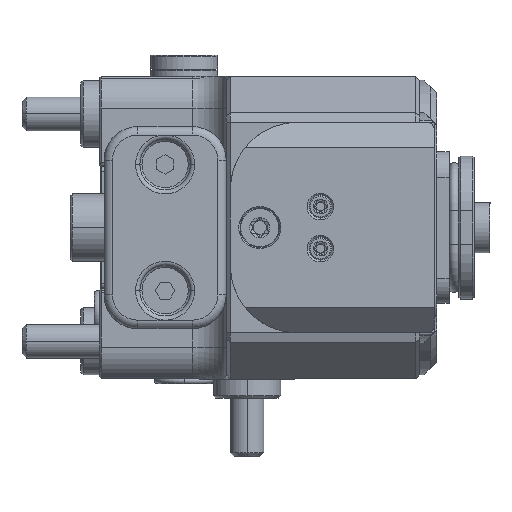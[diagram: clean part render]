
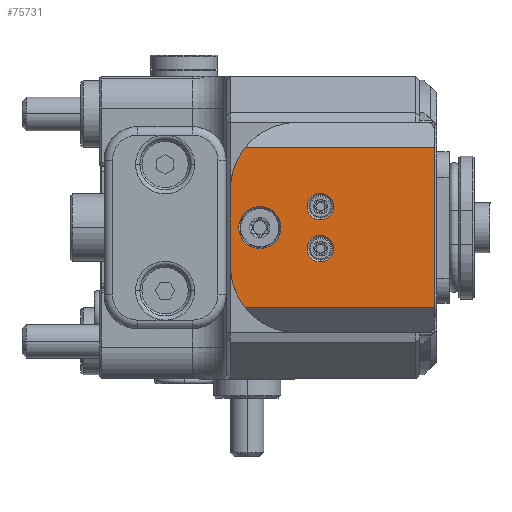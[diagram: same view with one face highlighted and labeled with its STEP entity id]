
A CAD part, left-side view. The second image highlights one B-rep face of the part: STEP entity #75731.
In plain terms, the highlighted planar face has unit normal (-1, 0, 0).
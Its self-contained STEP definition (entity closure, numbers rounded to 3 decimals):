
#1343 = CARTESIAN_POINT ( 'NONE',  ( -44., 12.8, 4.075 ) ) ;
#1373 = AXIS2_PLACEMENT_3D ( 'NONE', #60178, #15764, #67616 ) ;
#1496 = CIRCLE ( 'NONE', #1373, 8. ) ;
#1531 = VERTEX_POINT ( 'NONE', #17622 ) ;
#1554 = DIRECTION ( 'NONE',  ( -1., 0., 0. ) ) ;
#3047 = DIRECTION ( 'NONE',  ( 0., 0., 1. ) ) ;
#3049 = VERTEX_POINT ( 'NONE', #56185 ) ;
#3784 = CIRCLE ( 'NONE', #9844, 1.575 ) ;
#4710 = VERTEX_POINT ( 'NONE', #28023 ) ;
#6643 = EDGE_CURVE ( 'NONE', #87823, #13179, #8423, .T. ) ;
#6763 = EDGE_LOOP ( 'NONE', ( #69500, #33147 ) ) ;
#7317 = EDGE_LOOP ( 'NONE', ( #42631, #46984 ) ) ;
#8423 = LINE ( 'NONE', #62972, #65209 ) ;
#8770 = CIRCLE ( 'NONE', #21238, 1.575 ) ;
#9844 = AXIS2_PLACEMENT_3D ( 'NONE', #24038, #75934, #31440 ) ;
#11257 = CARTESIAN_POINT ( 'NONE',  ( -44., 20., 0. ) ) ;
#11816 = CARTESIAN_POINT ( 'NONE',  ( -44., 12.8, -2.5 ) ) ;
#13179 = VERTEX_POINT ( 'NONE', #86095 ) ;
#15219 = EDGE_CURVE ( 'NONE', #88870, #79411, #24588, .T. ) ;
#15370 = CARTESIAN_POINT ( 'NONE',  ( -44., -0.75, 9.5 ) ) ;
#15756 = CARTESIAN_POINT ( 'NONE',  ( -44., 20., -2.5 ) ) ;
#15764 = DIRECTION ( 'NONE',  ( -1., 0., 0. ) ) ;
#17250 = EDGE_CURVE ( 'NONE', #66984, #4710, #39261, .T. ) ;
#17622 = CARTESIAN_POINT ( 'NONE',  ( -44., 23.5, 4.5 ) ) ;
#18175 = CARTESIAN_POINT ( 'NONE',  ( -44., -0.764, -9.5 ) ) ;
#18583 = ORIENTED_EDGE ( 'NONE', *, *, #88312, .F. ) ;
#18607 = DIRECTION ( 'NONE',  ( 0., 0., -1. ) ) ;
#19153 = DIRECTION ( 'NONE',  ( 0., 0., -1. ) ) ;
#19338 = EDGE_CURVE ( 'NONE', #1531, #66984, #22793, .T. ) ;
#20361 = EDGE_CURVE ( 'NONE', #50075, #24686, #23361, .T. ) ;
#20484 = VECTOR ( 'NONE', #89810, 1000. ) ;
#20842 = CARTESIAN_POINT ( 'NONE',  ( -44., 20., 2.5 ) ) ;
#21238 = AXIS2_PLACEMENT_3D ( 'NONE', #27174, #79106, #34603 ) ;
#22793 = LINE ( 'NONE', #45266, #20484 ) ;
#23011 = EDGE_CURVE ( 'NONE', #87823, #3049, #29924, .T. ) ;
#23233 = AXIS2_PLACEMENT_3D ( 'NONE', #77803, #33280, #85282 ) ;
#23361 = CIRCLE ( 'NONE', #63454, 2.5 ) ;
#23985 = EDGE_CURVE ( 'NONE', #79411, #88870, #28653, .T. ) ;
#24038 = CARTESIAN_POINT ( 'NONE',  ( -44., 12.8, 2.5 ) ) ;
#24588 = CIRCLE ( 'NONE', #56334, 1.575 ) ;
#24686 = VERTEX_POINT ( 'NONE', #20842 ) ;
#24945 = ORIENTED_EDGE ( 'NONE', *, *, #6643, .F. ) ;
#24970 = PLANE ( 'NONE',  #32366 ) ;
#25000 = EDGE_CURVE ( 'NONE', #13179, #4710, #92659, .T. ) ;
#27174 = CARTESIAN_POINT ( 'NONE',  ( -44., 12.8, 2.5 ) ) ;
#28023 = CARTESIAN_POINT ( 'NONE',  ( -44., 21.745, -9.5 ) ) ;
#28653 = CIRCLE ( 'NONE', #23233, 1.575 ) ;
#28677 = FACE_BOUND ( 'NONE', #57759, .T. ) ;
#29402 = CIRCLE ( 'NONE', #56761, 2.5 ) ;
#29924 = LINE ( 'NONE', #40521, #47340 ) ;
#31440 = DIRECTION ( 'NONE',  ( 0., 0., -1. ) ) ;
#32366 = AXIS2_PLACEMENT_3D ( 'NONE', #91912, #47357, #3047 ) ;
#32696 = ORIENTED_EDGE ( 'NONE', *, *, #19338, .T. ) ;
#32737 = CARTESIAN_POINT ( 'NONE',  ( -44., 23.5, -4.5 ) ) ;
#33147 = ORIENTED_EDGE ( 'NONE', *, *, #23985, .F. ) ;
#33280 = DIRECTION ( 'NONE',  ( -1., 0., 0. ) ) ;
#34603 = DIRECTION ( 'NONE',  ( 0., 0., -1. ) ) ;
#35756 = EDGE_CURVE ( 'NONE', #3049, #1531, #1496, .T. ) ;
#39261 = CIRCLE ( 'NONE', #45193, 8. ) ;
#40521 = CARTESIAN_POINT ( 'NONE',  ( -44., -0.764, 9.5 ) ) ;
#41720 = EDGE_LOOP ( 'NONE', ( #42798, #24945, #89890, #78418, #32696, #96254 ) ) ;
#41960 = CARTESIAN_POINT ( 'NONE',  ( -44., 12.8, -4.075 ) ) ;
#42388 = CARTESIAN_POINT ( 'NONE',  ( -44., 20., 0. ) ) ;
#42631 = ORIENTED_EDGE ( 'NONE', *, *, #80080, .F. ) ;
#42798 = ORIENTED_EDGE ( 'NONE', *, *, #25000, .F. ) ;
#45193 = AXIS2_PLACEMENT_3D ( 'NONE', #45822, #1554, #53326 ) ;
#45266 = CARTESIAN_POINT ( 'NONE',  ( -44., 23.5, 12.5 ) ) ;
#45822 = CARTESIAN_POINT ( 'NONE',  ( -44., 15.5, -4.5 ) ) ;
#46039 = FACE_BOUND ( 'NONE', #7317, .T. ) ;
#46364 = VERTEX_POINT ( 'NONE', #95853 ) ;
#46984 = ORIENTED_EDGE ( 'NONE', *, *, #86314, .F. ) ;
#47340 = VECTOR ( 'NONE', #62699, 1000. ) ;
#47357 = DIRECTION ( 'NONE',  ( 1., 0., 0. ) ) ;
#49898 = DIRECTION ( 'NONE',  ( 0., 0., -1. ) ) ;
#50075 = VERTEX_POINT ( 'NONE', #15756 ) ;
#53326 = DIRECTION ( 'NONE',  ( 0., 0., 1. ) ) ;
#56185 = CARTESIAN_POINT ( 'NONE',  ( -44., 21.745, 9.5 ) ) ;
#56334 = AXIS2_PLACEMENT_3D ( 'NONE', #11816, #63603, #19153 ) ;
#56761 = AXIS2_PLACEMENT_3D ( 'NONE', #42388, #94415, #49898 ) ;
#57759 = EDGE_LOOP ( 'NONE', ( #75521, #18583 ) ) ;
#60178 = CARTESIAN_POINT ( 'NONE',  ( -44., 15.5, 4.5 ) ) ;
#62602 = DIRECTION ( 'NONE',  ( 0., 1., 0. ) ) ;
#62699 = DIRECTION ( 'NONE',  ( 0., 1., 0. ) ) ;
#62972 = CARTESIAN_POINT ( 'NONE',  ( -44., -0.75, 12.5 ) ) ;
#63026 = DIRECTION ( 'NONE',  ( -1., 0., 0. ) ) ;
#63454 = AXIS2_PLACEMENT_3D ( 'NONE', #11257, #63026, #18607 ) ;
#63523 = FACE_OUTER_BOUND ( 'NONE', #41720, .T. ) ;
#63603 = DIRECTION ( 'NONE',  ( -1., 0., 0. ) ) ;
#65209 = VECTOR ( 'NONE', #77879, 1000. ) ;
#66984 = VERTEX_POINT ( 'NONE', #32737 ) ;
#67616 = DIRECTION ( 'NONE',  ( 0., 0., 1. ) ) ;
#69500 = ORIENTED_EDGE ( 'NONE', *, *, #15219, .F. ) ;
#75521 = ORIENTED_EDGE ( 'NONE', *, *, #20361, .F. ) ;
#75731 = ADVANCED_FACE ( 'NONE', ( #83235, #46039, #28677, #63523 ), #24970, .F. ) ;
#75934 = DIRECTION ( 'NONE',  ( -1., 0., 0. ) ) ;
#76069 = VERTEX_POINT ( 'NONE', #1343 ) ;
#77803 = CARTESIAN_POINT ( 'NONE',  ( -44., 12.8, -2.5 ) ) ;
#77879 = DIRECTION ( 'NONE',  ( 0., 0., -1. ) ) ;
#78418 = ORIENTED_EDGE ( 'NONE', *, *, #35756, .T. ) ;
#79106 = DIRECTION ( 'NONE',  ( -1., 0., 0. ) ) ;
#79411 = VERTEX_POINT ( 'NONE', #80347 ) ;
#80080 = EDGE_CURVE ( 'NONE', #46364, #76069, #3784, .T. ) ;
#80347 = CARTESIAN_POINT ( 'NONE',  ( -44., 12.8, -0.925 ) ) ;
#83235 = FACE_BOUND ( 'NONE', #6763, .T. ) ;
#85282 = DIRECTION ( 'NONE',  ( 0., 0., -1. ) ) ;
#86095 = CARTESIAN_POINT ( 'NONE',  ( -44., -0.75, -9.5 ) ) ;
#86314 = EDGE_CURVE ( 'NONE', #76069, #46364, #8770, .T. ) ;
#87823 = VERTEX_POINT ( 'NONE', #15370 ) ;
#88312 = EDGE_CURVE ( 'NONE', #24686, #50075, #29402, .T. ) ;
#88870 = VERTEX_POINT ( 'NONE', #41960 ) ;
#89810 = DIRECTION ( 'NONE',  ( 0., 0., -1. ) ) ;
#89890 = ORIENTED_EDGE ( 'NONE', *, *, #23011, .T. ) ;
#90340 = VECTOR ( 'NONE', #62602, 1000. ) ;
#91912 = CARTESIAN_POINT ( 'NONE',  ( -44., -0.75, 12.5 ) ) ;
#92659 = LINE ( 'NONE', #18175, #90340 ) ;
#94415 = DIRECTION ( 'NONE',  ( -1., 0., 0. ) ) ;
#95853 = CARTESIAN_POINT ( 'NONE',  ( -44., 12.8, 0.925 ) ) ;
#96254 = ORIENTED_EDGE ( 'NONE', *, *, #17250, .T. ) ;
